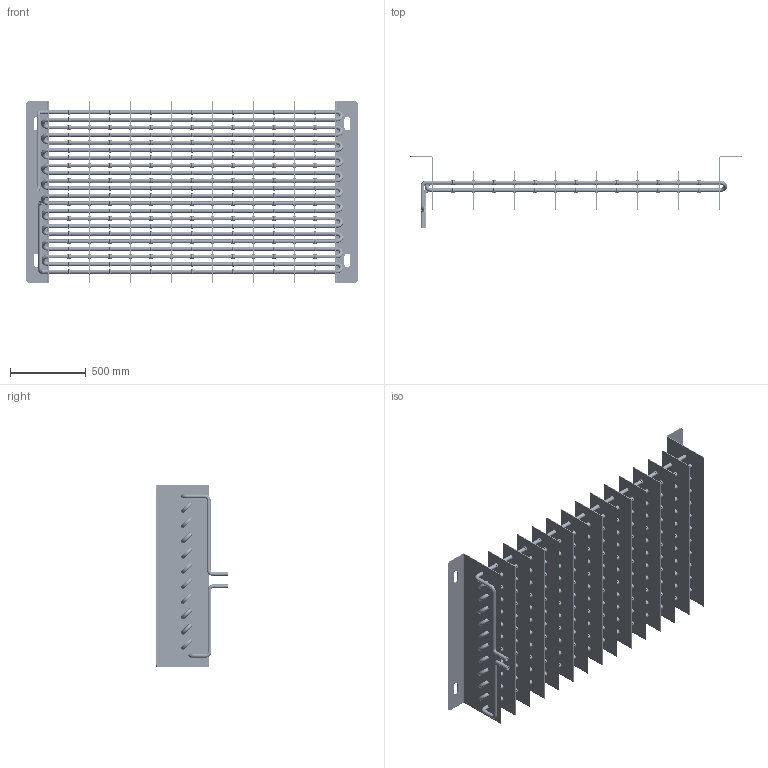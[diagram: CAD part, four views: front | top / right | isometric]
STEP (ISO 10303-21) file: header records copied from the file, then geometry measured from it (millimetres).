
FILE_DESCRIPTION(/* description */ (''),/* implementation_level */ '2;1');
FILE_NAME(/* name */ 'Radiator Assemblyt v3.step',/* time_stamp */ '2022-05-28T15:12:05+05:30',/* author */ (''),/* organization */ (''),/* preprocessor_version */ 'ST-DEVELOPER v19',/* originating_system */ 'Autodesk Translation Framework v11.7.0.108',/* authorisation */ '');
FILE_SCHEMA (('AUTOMOTIVE_DESIGN { 1 0 10303 214 3 1 1 }'));
Length unit declared in the file: millimetre
Products named in the file (10): Radiator Assemblyt; End Bkt 1; LH Plate; Middle Suport; End Bkt 1(Mirror); LH Plate(Mirror); Tube; Close Tube; Output Tube; Input Tube
Assembly tree (51 placements, depth 2):
  Radiator Assemblyt
    End Bkt 1
    LH Plate
    Middle Suport  x13
    End Bkt 1(Mirror)
    LH Plate(Mirror)
    Tube  x11
    Close Tube  x21
    Output Tube
    Input Tube
Bounding box: 2185 x 472.5 x 1200 mm (x, y, z)
Volume: 33618994.1 mm3; surface area: 17547911.4 mm2
Topology: 85 solids, 85 shells, 2564 faces, 5404 edges, 3582 vertices
Faces by surface type: cylinder 1066, plane 872, torus 626
Full cylindrical faces by diameter (mm): 18 x44, 20 x74, 25 x360, 29 x572
Entity records: 10327 total; most frequent: DIRECTION 1992, CARTESIAN_POINT 1611, ORIENTED_EDGE 1480, AXIS2_PLACEMENT_3D 867, EDGE_CURVE 740, EDGE_LOOP 526, VERTEX_POINT 486, CIRCLE 482
